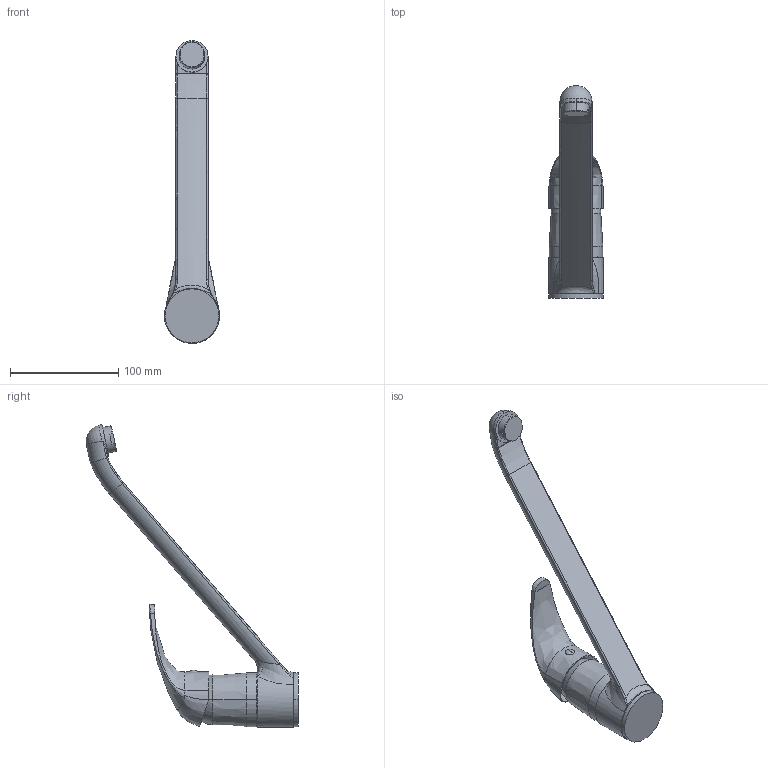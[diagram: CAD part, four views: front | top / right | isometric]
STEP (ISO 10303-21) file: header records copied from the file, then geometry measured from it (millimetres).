
FILE_DESCRIPTION((''),'2;1');
FILE_NAME('ND182CR','2021-11-10T10:02:54',('ut3'),('PAFFONI SpA'),'CREO PARAMETRIC BY PTC INC, 2020044','CREO PARAMETRIC BY PTC INC, 2020044','');
FILE_SCHEMA(('CONFIG_CONTROL_DESIGN','SHAPE_APPEARANCE_LAYERS_GROUPS'));
Length unit declared in the file: millimetre
Products named in the file (1): ND182CR
Bounding box: 51 x 196.38 x 280.17 mm (x, y, z)
Volume: 336144.3 mm3; surface area: 56855.9 mm2
Topology: 1 solids, 1 shells, 118 faces, 308 edges, 194 vertices
Faces by surface type: plane 39, bspline 34, cylinder 30, cone 10, sphere 3, torus 2
Entity records: 7943 total; most frequent: CARTESIAN_POINT 4451, ORIENTED_EDGE 602, DIRECTION 458, EDGE_CURVE 301, VERTEX_POINT 194, AXIS2_PLACEMENT_3D 183, EDGE_LOOP 127, FACE_OUTER_BOUND 118
